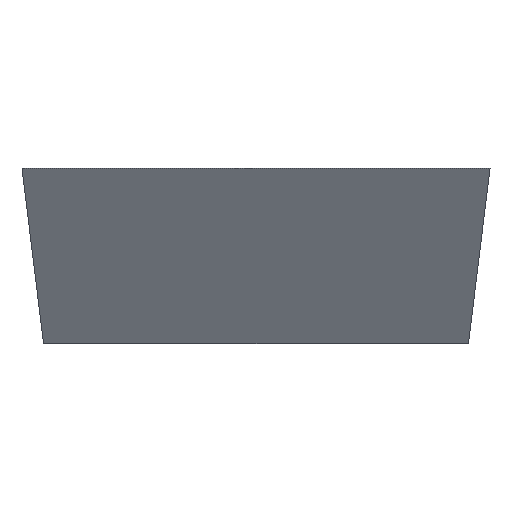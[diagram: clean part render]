
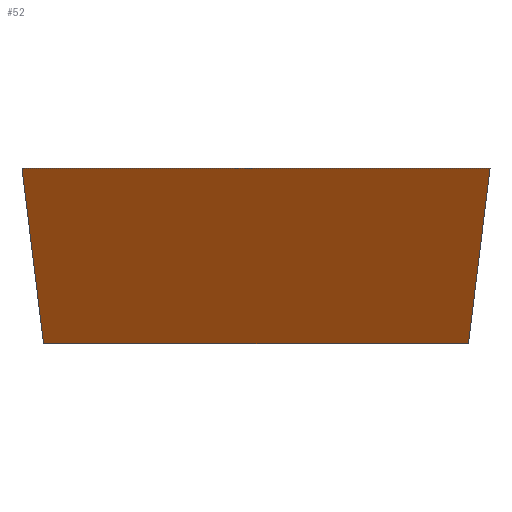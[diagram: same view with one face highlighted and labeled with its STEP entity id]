
A CAD part, left-side view. The second image highlights one B-rep face of the part: STEP entity #52.
In plain terms, the highlighted planar face has unit normal (-0.813, 0.569, -0.122).
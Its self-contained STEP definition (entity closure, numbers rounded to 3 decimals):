
#41=FACE_OUTER_BOUND('',#85,.T.);
#52=ADVANCED_FACE('',(#41),#64,.T.);
#64=PLANE('',#287);
#85=EDGE_LOOP('',(#103,#104,#105,#106));
#103=ORIENTED_EDGE('',*,*,#171,.F.);
#104=ORIENTED_EDGE('',*,*,#172,.T.);
#105=ORIENTED_EDGE('',*,*,#173,.T.);
#106=ORIENTED_EDGE('',*,*,#168,.T.);
#150=VERTEX_POINT('',#390);
#152=VERTEX_POINT('',#394);
#155=VERTEX_POINT('',#402);
#156=VERTEX_POINT('',#404);
#168=EDGE_CURVE('',#150,#152,#218,.T.);
#171=EDGE_CURVE('',#155,#152,#219,.T.);
#172=EDGE_CURVE('',#155,#156,#220,.T.);
#173=EDGE_CURVE('',#156,#150,#221,.T.);
#218=LINE('',#395,#238);
#219=LINE('',#401,#239);
#220=LINE('',#403,#240);
#221=LINE('',#405,#241);
#238=VECTOR('',#321,1.);
#239=VECTOR('',#328,1.);
#240=VECTOR('',#329,1.);
#241=VECTOR('',#330,1.);
#287=AXIS2_PLACEMENT_3D('',#406,#331,#332);
#321=DIRECTION('',(0.574,0.819,0.));
#328=DIRECTION('',(-0.063,0.122,0.991));
#329=DIRECTION('',(-0.574,-0.819,0.));
#330=DIRECTION('',(-0.228,-0.119,0.966));
#331=DIRECTION('',(-0.813,0.569,-0.122));
#332=DIRECTION('',(0.574,0.819,0.));
#390=CARTESIAN_POINT('',(-6.099,-3.175,0.));
#394=CARTESIAN_POINT('',(-1.653,3.175,0.));
#395=CARTESIAN_POINT('',(-6.099,-3.175,0.));
#401=CARTESIAN_POINT('',(-1.501,2.883,-2.38));
#402=CARTESIAN_POINT('',(-1.501,2.883,-2.38));
#403=CARTESIAN_POINT('',(-1.501,2.883,-2.38));
#404=CARTESIAN_POINT('',(-5.538,-2.883,-2.38));
#405=CARTESIAN_POINT('',(-5.538,-2.883,-2.38));
#406=CARTESIAN_POINT('',(-1.13,3.922,0.));
